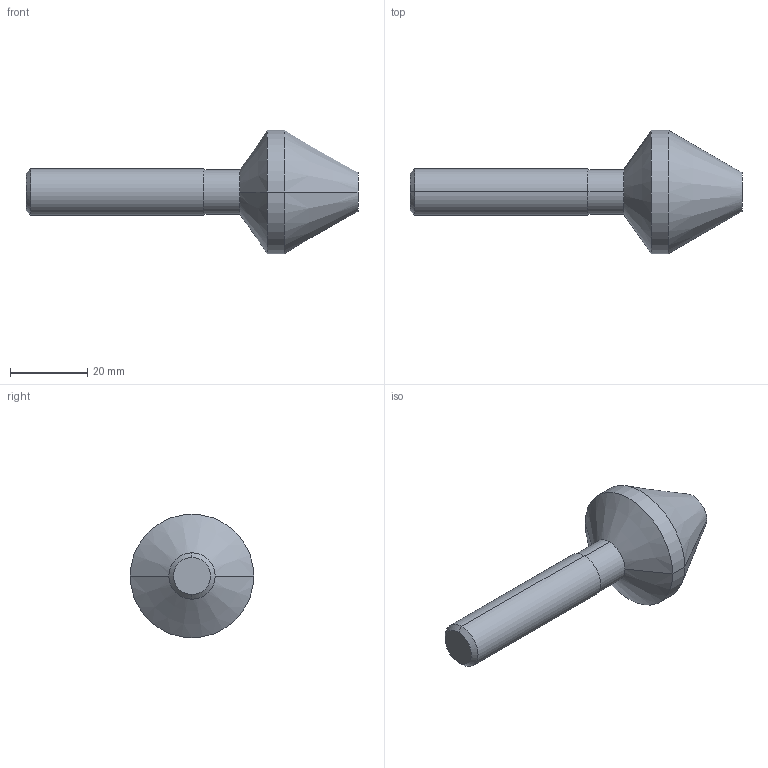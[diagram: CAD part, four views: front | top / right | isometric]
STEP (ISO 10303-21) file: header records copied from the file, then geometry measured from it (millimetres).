
FILE_DESCRIPTION (( 'STEP AP214' ), '1' );
FILE_NAME ('03-3259.STEP', '2024-03-15T05:24:11', ( 'USER' ), ( '' ), 'SwSTEP 2.0', 'SolidWorks 2018', '' );
FILE_SCHEMA (( 'AUTOMOTIVE_DESIGN' ));
Length unit declared in the file: millimetre
Products named in the file (1): 03-3259
Bounding box: 86 x 32 x 32 mm (x, y, z)
Volume: 19789.9 mm3; surface area: 4997.2 mm2
Topology: 1 solids, 1 shells, 15 faces, 30 edges, 18 vertices
Faces by surface type: cone 6, cylinder 6, plane 3
Entity records: 593 total; most frequent: DIRECTION 80, CARTESIAN_POINT 64, ORIENTED_EDGE 60, AXIS2_PLACEMENT_3D 34, EDGE_CURVE 30, CIRCLE 18, UNCERTAINTY_MEASURE_WITH_UNIT 18, VERTEX_POINT 18
